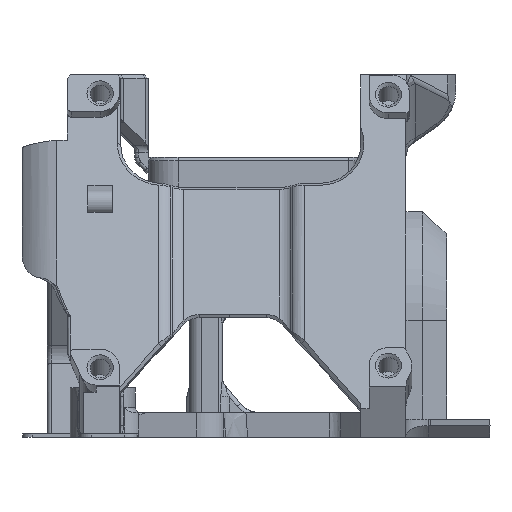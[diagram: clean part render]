
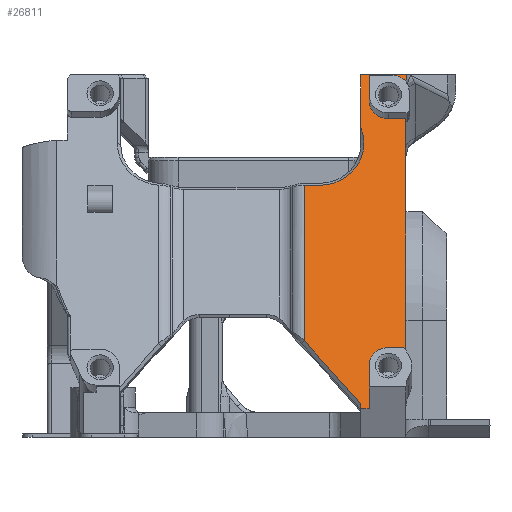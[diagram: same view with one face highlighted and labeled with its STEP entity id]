
A CAD part, left-side view. The second image highlights one B-rep face of the part: STEP entity #26811.
In plain terms, the highlighted planar face has unit normal (-0.94, 0, 0.342).
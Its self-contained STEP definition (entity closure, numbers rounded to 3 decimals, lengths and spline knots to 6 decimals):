
#1497=CIRCLE('',#28618,0.0005);
#1500=CIRCLE('',#28623,0.00235);
#1501=CIRCLE('',#28625,0.002);
#1502=CIRCLE('',#28629,0.00235);
#1514=CIRCLE('',#28665,0.002536);
#1702=CIRCLE('',#29101,0.0054);
#2971=B_SPLINE_CURVE_WITH_KNOTS('',3,(#48600,#48601,#48602,#48603),
 .UNSPECIFIED.,.F.,.F.,(4,4),(-0.000025,0.000759),
 .UNSPECIFIED.);
#8638=ORIENTED_EDGE('',*,*,#14226,.F.);
#8639=ORIENTED_EDGE('',*,*,#13795,.F.);
#8640=ORIENTED_EDGE('',*,*,#13793,.T.);
#8641=ORIENTED_EDGE('',*,*,#13791,.T.);
#8642=ORIENTED_EDGE('',*,*,#13790,.T.);
#8643=ORIENTED_EDGE('',*,*,#13787,.T.);
#8644=ORIENTED_EDGE('',*,*,#14225,.T.);
#8645=ORIENTED_EDGE('',*,*,#13784,.F.);
#8646=ORIENTED_EDGE('',*,*,#14519,.F.);
#8647=ORIENTED_EDGE('',*,*,#14536,.T.);
#8648=ORIENTED_EDGE('',*,*,#14523,.T.);
#8649=ORIENTED_EDGE('',*,*,#14537,.F.);
#8650=ORIENTED_EDGE('',*,*,#14359,.F.);
#8651=ORIENTED_EDGE('',*,*,#14535,.F.);
#8652=ORIENTED_EDGE('',*,*,#14538,.F.);
#8653=ORIENTED_EDGE('',*,*,#14539,.T.);
#8654=ORIENTED_EDGE('',*,*,#13797,.T.);
#8655=ORIENTED_EDGE('',*,*,#13782,.T.);
#8656=ORIENTED_EDGE('',*,*,#13777,.F.);
#8657=ORIENTED_EDGE('',*,*,#13773,.T.);
#8658=ORIENTED_EDGE('',*,*,#13842,.F.);
#13773=EDGE_CURVE('',#17187,#17188,#1497,.T.);
#13777=EDGE_CURVE('',#17187,#17191,#19179,.T.);
#13782=EDGE_CURVE('',#17193,#17191,#1500,.T.);
#13784=EDGE_CURVE('',#17195,#17196,#2971,.T.);
#13787=EDGE_CURVE('',#17198,#17197,#1501,.T.);
#13790=EDGE_CURVE('',#17199,#17198,#19186,.T.);
#13791=EDGE_CURVE('',#17200,#17199,#19187,.T.);
#13793=EDGE_CURVE('',#17201,#17200,#1502,.T.);
#13795=EDGE_CURVE('',#17201,#17202,#19190,.T.);
#13797=EDGE_CURVE('',#17203,#17193,#19192,.T.);
#13842=EDGE_CURVE('',#17233,#17188,#1514,.T.);
#14225=EDGE_CURVE('',#17197,#17196,#19359,.T.);
#14226=EDGE_CURVE('',#17202,#17233,#19360,.T.);
#14359=EDGE_CURVE('',#17186,#17538,#19417,.T.);
#14519=EDGE_CURVE('',#17634,#17195,#19505,.T.);
#14523=EDGE_CURVE('',#17639,#17638,#1702,.T.);
#14535=EDGE_CURVE('',#17647,#17186,#19517,.T.);
#14536=EDGE_CURVE('',#17634,#17639,#19518,.T.);
#14537=EDGE_CURVE('',#17538,#17638,#19519,.T.);
#14538=EDGE_CURVE('',#17648,#17647,#19520,.T.);
#14539=EDGE_CURVE('',#17648,#17203,#19521,.T.);
#17186=VERTEX_POINT('',#48495);
#17187=VERTEX_POINT('',#48513);
#17188=VERTEX_POINT('',#48514);
#17191=VERTEX_POINT('',#48522);
#17193=VERTEX_POINT('',#48528);
#17195=VERTEX_POINT('',#48599);
#17196=VERTEX_POINT('',#48604);
#17197=VERTEX_POINT('',#48611);
#17198=VERTEX_POINT('',#48613);
#17199=VERTEX_POINT('',#48617);
#17200=VERTEX_POINT('',#48621);
#17201=VERTEX_POINT('',#48625);
#17202=VERTEX_POINT('',#48629);
#17203=VERTEX_POINT('',#48633);
#17233=VERTEX_POINT('',#48724);
#17538=VERTEX_POINT('',#51449);
#17634=VERTEX_POINT('',#52084);
#17638=VERTEX_POINT('',#52093);
#17639=VERTEX_POINT('',#52095);
#17647=VERTEX_POINT('',#52120);
#17648=VERTEX_POINT('',#52126);
#19179=LINE('',#48521,#20883);
#19186=LINE('',#48618,#20890);
#19187=LINE('',#48620,#20891);
#19190=LINE('',#48628,#20894);
#19192=LINE('',#48632,#20896);
#19359=LINE('',#50954,#21063);
#19360=LINE('',#50955,#21064);
#19417=LINE('',#51448,#21121);
#19505=LINE('',#52086,#21209);
#19517=LINE('',#52121,#21221);
#19518=LINE('',#52123,#21222);
#19519=LINE('',#52124,#21223);
#19520=LINE('',#52125,#21224);
#19521=LINE('',#52127,#21225);
#20883=VECTOR('',#33141,1.);
#20890=VECTOR('',#33160,1.);
#20891=VECTOR('',#33163,1.);
#20894=VECTOR('',#33172,1.);
#20896=VECTOR('',#33176,1.);
#21063=VECTOR('',#33873,1.);
#21064=VECTOR('',#33874,1.);
#21121=VECTOR('',#34143,1.);
#21209=VECTOR('',#34423,1.);
#21221=VECTOR('',#34449,1.);
#21222=VECTOR('',#34452,1.);
#21223=VECTOR('',#34453,1.);
#21224=VECTOR('',#34454,1.);
#21225=VECTOR('',#34455,1.);
#22971=EDGE_LOOP('',(#8638,#8639,#8640,#8641,#8642,#8643,#8644,#8645,#8646,
#8647,#8648,#8649,#8650,#8651,#8652,#8653,#8654,#8655,#8656,#8657,#8658));
#24676=FACE_BOUND('',#22971,.T.);
#25555=PLANE('',#29106);
#26811=ADVANCED_FACE('',(#24676),#25555,.T.);
#28618=AXIS2_PLACEMENT_3D('',#48512,#33133,#33134);
#28623=AXIS2_PLACEMENT_3D('',#48531,#33149,#33150);
#28625=AXIS2_PLACEMENT_3D('',#48612,#33154,#33155);
#28629=AXIS2_PLACEMENT_3D('',#48624,#33167,#33168);
#28665=AXIS2_PLACEMENT_3D('',#48725,#33271,#33272);
#29101=AXIS2_PLACEMENT_3D('',#52094,#34430,#34431);
#29106=AXIS2_PLACEMENT_3D('',#52122,#34450,#34451);
#33133=DIRECTION('',(0.94,0.,-0.342));
#33134=DIRECTION('',(0.342,0.,0.94));
#33141=DIRECTION('',(0.,1.,0.));
#33149=DIRECTION('',(0.94,0.,-0.342));
#33150=DIRECTION('',(0.342,0.,0.94));
#33154=DIRECTION('',(0.94,0.,-0.342));
#33155=DIRECTION('',(0.342,0.,0.94));
#33160=DIRECTION('',(0.,-1.,0.));
#33163=DIRECTION('',(0.342,0.,0.94));
#33167=DIRECTION('',(0.94,0.,-0.342));
#33168=DIRECTION('',(0.342,0.,0.94));
#33172=DIRECTION('',(0.,-1.,0.));
#33176=DIRECTION('',(0.342,0.,0.94));
#33271=DIRECTION('',(0.94,0.,-0.342));
#33272=DIRECTION('',(0.342,0.,0.94));
#33873=DIRECTION('',(0.342,0.,0.94));
#33874=DIRECTION('',(-0.342,0.,-0.94));
#34143=DIRECTION('',(0.342,0.,0.94));
#34423=DIRECTION('',(0.,-1.,0.));
#34430=DIRECTION('',(0.94,0.,-0.342));
#34431=DIRECTION('',(0.342,0.,0.94));
#34449=DIRECTION('',(0.262,0.643,0.72));
#34450=DIRECTION('',(-0.94,0.,0.342));
#34451=DIRECTION('',(-0.342,0.,-0.94));
#34452=DIRECTION('',(-0.342,0.,-0.94));
#34453=DIRECTION('',(0.,-1.,0.));
#34454=DIRECTION('',(0.342,0.,0.94));
#34455=DIRECTION('',(0.,-1.,0.));
#48495=CARTESIAN_POINT('',(-0.141708,0.018828,0.011704));
#48512=CARTESIAN_POINT('',(-0.14243,0.007,0.009722));
#48513=CARTESIAN_POINT('',(-0.142259,0.007,0.010192));
#48514=CARTESIAN_POINT('',(-0.142361,0.006543,0.009912));
#48521=CARTESIAN_POINT('',(-0.142259,0.006125,0.010192));
#48522=CARTESIAN_POINT('',(-0.142259,0.008625,0.010192));
#48528=CARTESIAN_POINT('',(-0.143062,0.010975,0.007983));
#48531=CARTESIAN_POINT('',(-0.143062,0.008625,0.007983));
#48599=CARTESIAN_POINT('',(-0.129953,0.006465,0.044));
#48600=CARTESIAN_POINT('',(-0.129953,0.006465,0.044));
#48601=CARTESIAN_POINT('',(-0.130043,0.006481,0.043755));
#48602=CARTESIAN_POINT('',(-0.130132,0.006499,0.04351));
#48603=CARTESIAN_POINT('',(-0.130221,0.0065,0.043264));
#48604=CARTESIAN_POINT('',(-0.130221,0.0065,0.043264));
#48611=CARTESIAN_POINT('',(-0.130522,0.0065,0.042438));
#48612=CARTESIAN_POINT('',(-0.130921,0.008125,0.041342));
#48613=CARTESIAN_POINT('',(-0.130237,0.008125,0.043222));
#48617=CARTESIAN_POINT('',(-0.130237,0.010975,0.043222));
#48618=CARTESIAN_POINT('',(-0.130237,0.006125,0.043222));
#48620=CARTESIAN_POINT('',(-0.12364,0.010975,0.061346));
#48621=CARTESIAN_POINT('',(-0.131092,0.010975,0.040873));
#48624=CARTESIAN_POINT('',(-0.131092,0.008625,0.040873));
#48625=CARTESIAN_POINT('',(-0.131895,0.008625,0.038664));
#48628=CARTESIAN_POINT('',(-0.131895,0.006125,0.038664));
#48629=CARTESIAN_POINT('',(-0.131895,0.0065,0.038664));
#48632=CARTESIAN_POINT('',(-0.12364,0.010975,0.061346));
#48633=CARTESIAN_POINT('',(-0.144704,0.010975,0.003473));
#48724=CARTESIAN_POINT('',(-0.142392,0.0065,0.009826));
#48725=CARTESIAN_POINT('',(-0.14201,0.004223,0.010875));
#50954=CARTESIAN_POINT('',(-0.143233,0.0065,0.007513));
#50955=CARTESIAN_POINT('',(-0.136618,0.0065,0.025688));
#51448=CARTESIAN_POINT('',(-0.14325,0.018828,0.007468));
#51449=CARTESIAN_POINT('',(-0.134836,0.018828,0.030585));
#52084=CARTESIAN_POINT('',(-0.129953,0.012,0.044));
#52086=CARTESIAN_POINT('',(-0.129953,0.004696,0.044));
#52093=CARTESIAN_POINT('',(-0.134836,0.017,0.030585));
#52094=CARTESIAN_POINT('',(-0.132989,0.017,0.035659));
#52095=CARTESIAN_POINT('',(-0.132292,0.012,0.037576));
#52120=CARTESIAN_POINT('',(-0.144491,0.012,0.004057));
#52121=CARTESIAN_POINT('',(-0.140731,0.021225,0.014388));
#52122=CARTESIAN_POINT('',(-0.143233,0.043625,0.007513));
#52123=CARTESIAN_POINT('',(-0.143233,0.012,0.007513));
#52124=CARTESIAN_POINT('',(-0.134836,0.027711,0.030585));
#52125=CARTESIAN_POINT('',(-0.139529,0.012,0.017691));
#52126=CARTESIAN_POINT('',(-0.144704,0.012,0.003473));
#52127=CARTESIAN_POINT('',(-0.144704,0.026125,0.003473));
